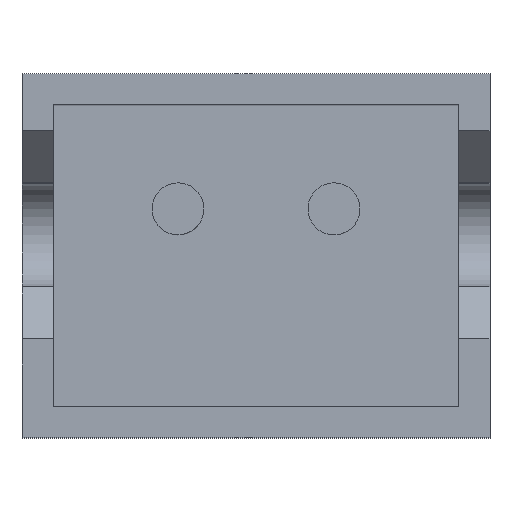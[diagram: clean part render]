
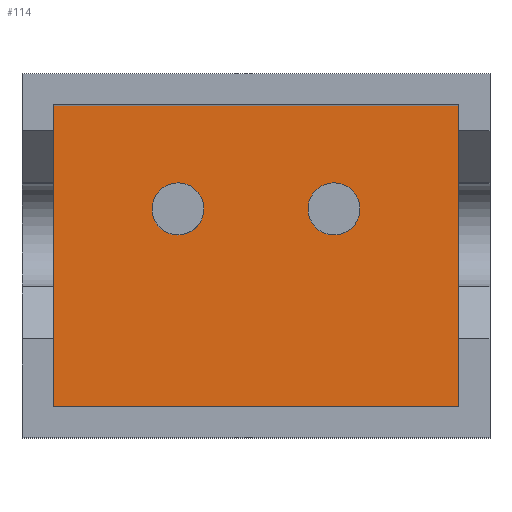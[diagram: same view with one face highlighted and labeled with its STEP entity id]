
A CAD part, top view. The second image highlights one B-rep face of the part: STEP entity #114.
In plain terms, the highlighted planar face has unit normal (0, 0, 1).
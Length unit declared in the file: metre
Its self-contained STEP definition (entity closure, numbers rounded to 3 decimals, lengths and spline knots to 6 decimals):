
#114 = ADVANCED_FACE( '', ( #223 ), #224, .T. );
#223 = FACE_OUTER_BOUND( '', #326, .T. );
#224 = PLANE( '', #327 );
#326 = EDGE_LOOP( '', ( #557, #558, #559, #560 ) );
#327 = AXIS2_PLACEMENT_3D( '', #561, #562, #563 );
#557 = ORIENTED_EDGE( '', *, *, #606, .F. );
#558 = ORIENTED_EDGE( '', *, *, #658, .T. );
#559 = ORIENTED_EDGE( '', *, *, #655, .T. );
#560 = ORIENTED_EDGE( '', *, *, #660, .F. );
#561 = CARTESIAN_POINT( '', ( 0., 0., 0.0003 ) );
#562 = DIRECTION( '', ( 0., 0., 1. ) );
#563 = DIRECTION( '', ( 1., 0., 0. ) );
#606 = EDGE_CURVE( '', #723, #725, #726, .T. );
#655 = EDGE_CURVE( '', #790, #788, #791, .T. );
#658 = EDGE_CURVE( '', #723, #790, #794, .T. );
#660 = EDGE_CURVE( '', #725, #788, #796, .T. );
#723 = VERTEX_POINT( '', #884 );
#725 = VERTEX_POINT( '', #887 );
#726 = LINE( '', #888, #889 );
#788 = VERTEX_POINT( '', #975 );
#790 = VERTEX_POINT( '', #978 );
#791 = LINE( '', #979, #980 );
#794 = LINE( '', #984, #985 );
#796 = LINE( '', #987, #988 );
#884 = CARTESIAN_POINT( '', ( 0.00195, 0.00145, 0.0003 ) );
#887 = CARTESIAN_POINT( '', ( 0.00195, -0.00145, 0.0003 ) );
#888 = CARTESIAN_POINT( '', ( 0.00195, 0., 0.0003 ) );
#889 = VECTOR( '', #1024, 1. );
#975 = CARTESIAN_POINT( '', ( -0.00195, -0.00145, 0.0003 ) );
#978 = CARTESIAN_POINT( '', ( -0.00195, 0.00145, 0.0003 ) );
#979 = CARTESIAN_POINT( '', ( -0.00195, 0., 0.0003 ) );
#980 = VECTOR( '', #1068, 1. );
#984 = CARTESIAN_POINT( '', ( 0., 0.00145, 0.0003 ) );
#985 = VECTOR( '', #1070, 1. );
#987 = CARTESIAN_POINT( '', ( 0., -0.00145, 0.0003 ) );
#988 = VECTOR( '', #1071, 1. );
#1024 = DIRECTION( '', ( 0., -1., 0. ) );
#1068 = DIRECTION( '', ( 0., -1., 0. ) );
#1070 = DIRECTION( '', ( -1., 0., 0. ) );
#1071 = DIRECTION( '', ( -1., 0., 0. ) );
